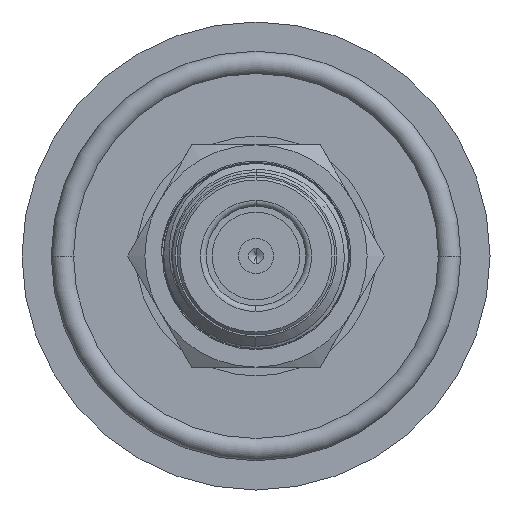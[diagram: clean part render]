
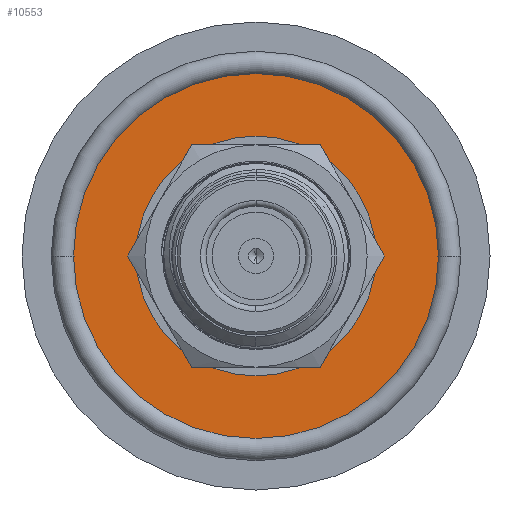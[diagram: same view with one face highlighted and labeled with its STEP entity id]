
A CAD part, front view. The second image highlights one B-rep face of the part: STEP entity #10553.
In plain terms, the highlighted planar face has unit normal (0, -1, 0).
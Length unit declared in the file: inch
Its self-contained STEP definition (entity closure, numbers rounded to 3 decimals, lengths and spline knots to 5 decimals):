
#389 = EDGE_CURVE ( 'NONE', #19834, #556, #4852, .T. ) ;
#556 = VERTEX_POINT ( 'NONE', #12862 ) ;
#830 = AXIS2_PLACEMENT_3D ( 'NONE', #13146, #2795, #4505 ) ;
#1961 = DIRECTION ( 'NONE',  ( 0., 1., 0. ) ) ;
#2041 = ORIENTED_EDGE ( 'NONE', *, *, #15334, .F. ) ;
#2795 = DIRECTION ( 'NONE',  ( 0., -1., 0. ) ) ;
#3165 = AXIS2_PLACEMENT_3D ( 'NONE', #12678, #22476, #12560 ) ;
#3566 = CARTESIAN_POINT ( 'NONE',  ( 0., 0., 0. ) ) ;
#3918 = CARTESIAN_POINT ( 'NONE',  ( 0., 0., 0.61417 ) ) ;
#3920 = FACE_BOUND ( 'NONE', #9663, .T. ) ;
#4505 = DIRECTION ( 'NONE',  ( 0., 0., 1. ) ) ;
#4852 = CIRCLE ( 'NONE', #830, 0.61417 ) ;
#5092 = FACE_OUTER_BOUND ( 'NONE', #13592, .T. ) ;
#8358 = CARTESIAN_POINT ( 'NONE',  ( 0., 0., 0.26575 ) ) ;
#9663 = EDGE_LOOP ( 'NONE', ( #2041, #11131 ) ) ;
#10070 = AXIS2_PLACEMENT_3D ( 'NONE', #21399, #14247, #21171 ) ;
#10499 = DIRECTION ( 'NONE',  ( 0., 0., 1. ) ) ;
#10553 = ADVANCED_FACE ( 'NONE', ( #3920, #5092 ), #14597, .F. ) ;
#11131 = ORIENTED_EDGE ( 'NONE', *, *, #13604, .T. ) ;
#11681 = VERTEX_POINT ( 'NONE', #14747 ) ;
#12560 = DIRECTION ( 'NONE',  ( 1., 0., 0. ) ) ;
#12641 = CIRCLE ( 'NONE', #19154, 0.61417 ) ;
#12678 = CARTESIAN_POINT ( 'NONE',  ( 0., 0., 0. ) ) ;
#12862 = CARTESIAN_POINT ( 'NONE',  ( 0., 0., -0.61417 ) ) ;
#13146 = CARTESIAN_POINT ( 'NONE',  ( 0., 0., 0. ) ) ;
#13337 = ORIENTED_EDGE ( 'NONE', *, *, #389, .T. ) ;
#13592 = EDGE_LOOP ( 'NONE', ( #14966, #13337 ) ) ;
#13604 = EDGE_CURVE ( 'NONE', #16337, #11681, #19155, .T. ) ;
#14247 = DIRECTION ( 'NONE',  ( 0., -1., 0. ) ) ;
#14597 = PLANE ( 'NONE',  #3165 ) ;
#14747 = CARTESIAN_POINT ( 'NONE',  ( 0., 0., -0.26575 ) ) ;
#14966 = ORIENTED_EDGE ( 'NONE', *, *, #15946, .F. ) ;
#15334 = EDGE_CURVE ( 'NONE', #16337, #11681, #19862, .T. ) ;
#15892 = DIRECTION ( 'NONE',  ( 0., 0., 1. ) ) ;
#15946 = EDGE_CURVE ( 'NONE', #19834, #556, #12641, .T. ) ;
#16337 = VERTEX_POINT ( 'NONE', #8358 ) ;
#19154 = AXIS2_PLACEMENT_3D ( 'NONE', #3566, #1961, #10499 ) ;
#19155 = CIRCLE ( 'NONE', #22065, 0.26575 ) ;
#19504 = DIRECTION ( 'NONE',  ( 0., 1., 0. ) ) ;
#19731 = CARTESIAN_POINT ( 'NONE',  ( 0., 0., 0. ) ) ;
#19834 = VERTEX_POINT ( 'NONE', #3918 ) ;
#19862 = CIRCLE ( 'NONE', #10070, 0.26575 ) ;
#21171 = DIRECTION ( 'NONE',  ( 0., 0., 1. ) ) ;
#21399 = CARTESIAN_POINT ( 'NONE',  ( 0., 0., 0. ) ) ;
#22065 = AXIS2_PLACEMENT_3D ( 'NONE', #19731, #19504, #15892 ) ;
#22476 = DIRECTION ( 'NONE',  ( 0., 1., 0. ) ) ;
